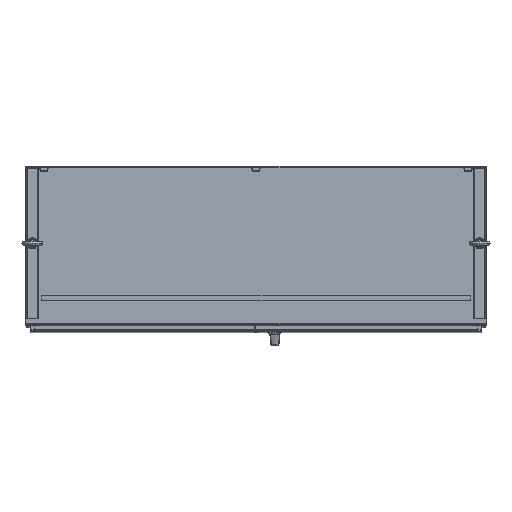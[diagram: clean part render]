
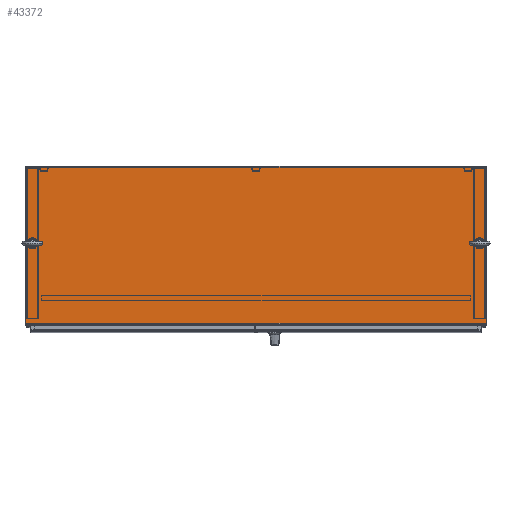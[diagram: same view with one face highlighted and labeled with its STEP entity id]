
A CAD part, top view. The second image highlights one B-rep face of the part: STEP entity #43372.
In plain terms, the highlighted planar face has unit normal (0, 0, 1).
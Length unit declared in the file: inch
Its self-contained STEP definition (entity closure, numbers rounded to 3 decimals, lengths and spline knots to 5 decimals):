
#555 = ORIENTED_EDGE ( 'NONE', *, *, #68252, .T. ) ;
#1288 = ORIENTED_EDGE ( 'NONE', *, *, #3527, .T. ) ;
#1302 = DIRECTION ( 'NONE',  ( 1., 0., 0. ) ) ;
#1478 = CARTESIAN_POINT ( 'NONE',  ( 34.9365, -11.90775, 36.0625 ) ) ;
#1989 = AXIS2_PLACEMENT_3D ( 'NONE', #74190, #35582, #1302 ) ;
#3527 = EDGE_CURVE ( 'NONE', #27525, #83611, #46034, .T. ) ;
#4715 = EDGE_LOOP ( 'NONE', ( #96323, #51488, #32046, #1288 ) ) ;
#4865 = DIRECTION ( 'NONE',  ( 1., 0., 0. ) ) ;
#5299 = DIRECTION ( 'NONE',  ( 1., 0., 0. ) ) ;
#5790 = VERTEX_POINT ( 'NONE', #64841 ) ;
#7257 = VECTOR ( 'NONE', #55813, 39.37008 ) ;
#10440 = EDGE_CURVE ( 'NONE', #82234, #85623, #31779, .T. ) ;
#10787 = DIRECTION ( 'NONE',  ( 1., 0., 0. ) ) ;
#13997 = ORIENTED_EDGE ( 'NONE', *, *, #33245, .T. ) ;
#18987 = CARTESIAN_POINT ( 'NONE',  ( 34.5615, -11.90775, 36.0625 ) ) ;
#20517 = VERTEX_POINT ( 'NONE', #18987 ) ;
#20762 = VECTOR ( 'NONE', #5299, 39.37008 ) ;
#20944 = DIRECTION ( 'NONE',  ( 0., 0., 1. ) ) ;
#21466 = CARTESIAN_POINT ( 'NONE',  ( -35.9365, -24.563, 36.0625 ) ) ;
#23363 = DIRECTION ( 'NONE',  ( 0., -1., 0. ) ) ;
#24263 = CIRCLE ( 'NONE', #1989, 0.375 ) ;
#27226 = EDGE_CURVE ( 'NONE', #20517, #5790, #105793, .T. ) ;
#27525 = VERTEX_POINT ( 'NONE', #38937 ) ;
#30330 = EDGE_LOOP ( 'NONE', ( #58906, #13997 ) ) ;
#30473 = DIRECTION ( 'NONE',  ( 0., 0., -1. ) ) ;
#30578 = PLANE ( 'NONE',  #98595 ) ;
#31779 = LINE ( 'NONE', #80524, #64505 ) ;
#32046 = ORIENTED_EDGE ( 'NONE', *, *, #78352, .T. ) ;
#33245 = EDGE_CURVE ( 'NONE', #58098, #93219, #71240, .T. ) ;
#35556 = VECTOR ( 'NONE', #23363, 39.37008 ) ;
#35582 = DIRECTION ( 'NONE',  ( 0., 0., -1. ) ) ;
#38937 = CARTESIAN_POINT ( 'NONE',  ( -35.9365, -24.42, 36.0625 ) ) ;
#40111 = EDGE_CURVE ( 'NONE', #93219, #58098, #24263, .T. ) ;
#40764 = AXIS2_PLACEMENT_3D ( 'NONE', #1478, #51280, #59329 ) ;
#43372 = ADVANCED_FACE ( 'NONE', ( #102954, #103991, #71819 ), #30578, .T. ) ;
#46034 = LINE ( 'NONE', #79235, #20762 ) ;
#49508 = CIRCLE ( 'NONE', #78627, 0.375 ) ;
#51280 = DIRECTION ( 'NONE',  ( 0., 0., -1. ) ) ;
#51457 = ORIENTED_EDGE ( 'NONE', *, *, #27226, .T. ) ;
#51488 = ORIENTED_EDGE ( 'NONE', *, *, #10440, .T. ) ;
#55813 = DIRECTION ( 'NONE',  ( 0., 1., 0. ) ) ;
#57090 = CARTESIAN_POINT ( 'NONE',  ( -35.9365, -24.563, 36.0625 ) ) ;
#58098 = VERTEX_POINT ( 'NONE', #101226 ) ;
#58906 = ORIENTED_EDGE ( 'NONE', *, *, #40111, .T. ) ;
#59329 = DIRECTION ( 'NONE',  ( 1., 0., 0. ) ) ;
#59532 = CARTESIAN_POINT ( 'NONE',  ( 34.9365, -11.90775, 36.0625 ) ) ;
#64505 = VECTOR ( 'NONE', #81059, 39.37008 ) ;
#64841 = CARTESIAN_POINT ( 'NONE',  ( 35.3115, -11.90775, 36.0625 ) ) ;
#68252 = EDGE_CURVE ( 'NONE', #5790, #20517, #49508, .T. ) ;
#70128 = CARTESIAN_POINT ( 'NONE',  ( -34.9365, -11.90775, 36.0625 ) ) ;
#71240 = CIRCLE ( 'NONE', #103773, 0.375 ) ;
#71819 = FACE_BOUND ( 'NONE', #74417, .T. ) ;
#74190 = CARTESIAN_POINT ( 'NONE',  ( -34.9365, -11.90775, 36.0625 ) ) ;
#74417 = EDGE_LOOP ( 'NONE', ( #555, #51457 ) ) ;
#76902 = LINE ( 'NONE', #79938, #7257 ) ;
#77121 = CARTESIAN_POINT ( 'NONE',  ( 35.9365, 0.03, 36.0625 ) ) ;
#77945 = CARTESIAN_POINT ( 'NONE',  ( -35.9365, 0.03, 36.0625 ) ) ;
#78291 = CARTESIAN_POINT ( 'NONE',  ( -34.5615, -11.90775, 36.0625 ) ) ;
#78352 = EDGE_CURVE ( 'NONE', #85623, #27525, #100331, .T. ) ;
#78627 = AXIS2_PLACEMENT_3D ( 'NONE', #59532, #92204, #10787 ) ;
#79235 = CARTESIAN_POINT ( 'NONE',  ( -35.9365, -24.42, 36.0625 ) ) ;
#79715 = DIRECTION ( 'NONE',  ( 1., 0., 0. ) ) ;
#79938 = CARTESIAN_POINT ( 'NONE',  ( 35.9365, -24.563, 36.0625 ) ) ;
#80524 = CARTESIAN_POINT ( 'NONE',  ( -35.9365, 0.03, 36.0625 ) ) ;
#81059 = DIRECTION ( 'NONE',  ( -1., 0., 0. ) ) ;
#82234 = VERTEX_POINT ( 'NONE', #77121 ) ;
#83611 = VERTEX_POINT ( 'NONE', #99577 ) ;
#85623 = VERTEX_POINT ( 'NONE', #77945 ) ;
#92204 = DIRECTION ( 'NONE',  ( 0., 0., -1. ) ) ;
#93219 = VERTEX_POINT ( 'NONE', #78291 ) ;
#96323 = ORIENTED_EDGE ( 'NONE', *, *, #104983, .T. ) ;
#98595 = AXIS2_PLACEMENT_3D ( 'NONE', #21466, #20944, #4865 ) ;
#99577 = CARTESIAN_POINT ( 'NONE',  ( 35.9365, -24.42, 36.0625 ) ) ;
#100331 = LINE ( 'NONE', #57090, #35556 ) ;
#101226 = CARTESIAN_POINT ( 'NONE',  ( -35.3115, -11.90775, 36.0625 ) ) ;
#102954 = FACE_BOUND ( 'NONE', #30330, .T. ) ;
#103773 = AXIS2_PLACEMENT_3D ( 'NONE', #70128, #30473, #79715 ) ;
#103991 = FACE_OUTER_BOUND ( 'NONE', #4715, .T. ) ;
#104983 = EDGE_CURVE ( 'NONE', #83611, #82234, #76902, .T. ) ;
#105793 = CIRCLE ( 'NONE', #40764, 0.375 ) ;
